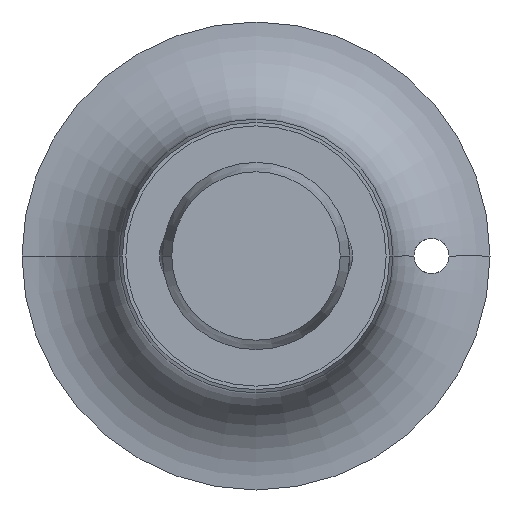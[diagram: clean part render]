
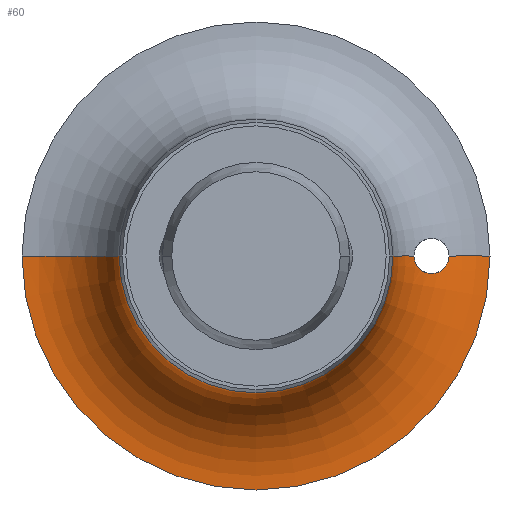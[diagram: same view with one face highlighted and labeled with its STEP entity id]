
A CAD part, front view. The second image highlights one B-rep face of the part: STEP entity #60.
In plain terms, the highlighted toroidal (fillet/blend) face has major radius 20 mm and minor radius 8.3 mm.
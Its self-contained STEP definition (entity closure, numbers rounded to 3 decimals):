
#60=ADVANCED_FACE('',(#142),#143,.F.);
#142=FACE_OUTER_BOUND('',#247,.T.);
#143=TOROIDAL_SURFACE('',#248,20.0,8.3);
#247=EDGE_LOOP('',(#356,#357,#358,#359,#360,#361));
#248=AXIS2_PLACEMENT_3D('',#362,#363,#364);
#356=ORIENTED_EDGE('',*,*,#615,.F.);
#357=ORIENTED_EDGE('',*,*,#616,.T.);
#358=ORIENTED_EDGE('',*,*,#617,.F.);
#359=ORIENTED_EDGE('',*,*,#611,.F.);
#360=ORIENTED_EDGE('',*,*,#618,.F.);
#361=ORIENTED_EDGE('',*,*,#619,.T.);
#362=CARTESIAN_POINT('',(0.0,20.2,0.));
#363=DIRECTION('',(-0.0,1.0,0.));
#364=DIRECTION('',(1.0,0.0,0.0));
#611=EDGE_CURVE('',#716,#718,#719,.T.);
#615=EDGE_CURVE('',#723,#724,#725,.T.);
#616=EDGE_CURVE('',#723,#726,#727,.T.);
#617=EDGE_CURVE('',#718,#726,#728,.T.);
#618=EDGE_CURVE('',#729,#716,#730,.T.);
#619=EDGE_CURVE('',#729,#724,#731,.T.);
#716=VERTEX_POINT('',#863);
#718=VERTEX_POINT('',#866);
#719=CIRCLE('',#867,20.0);
#723=VERTEX_POINT('',#872);
#724=VERTEX_POINT('',#873);
#725=CIRCLE('',#874,8.3);
#726=VERTEX_POINT('',#875);
#727=CIRCLE('',#876,11.7);
#728=CIRCLE('',#877,8.3);
#729=VERTEX_POINT('',#878);
#730=CIRCLE('',#879,8.3);
#731=B_SPLINE_CURVE_WITH_KNOTS('',3,(#880,#881,#882,#883,#884,#885,#886,#887,#888,#889,#890,#891,#892,#893,#894,#895,#896,#897,#898,#899,#900,#901,#902,#903,#904,#905,#906,#907),.UNSPECIFIED.,.F.,.F.,(4,2,2,2,2,2,2,2,2,2,2,2,2,4),(-11.116,-10.798,-10.467,-9.932,-9.369,-8.855,-8.558,-8.313,-8.039,-7.614,-6.695,-6.09,-5.669,-5.532),.UNSPECIFIED.);
#863=CARTESIAN_POINT('',(20.0,28.5,0.));
#866=CARTESIAN_POINT('',(-20.0,28.5,0.));
#867=AXIS2_PLACEMENT_3D('',#1181,#1182,#1183);
#872=CARTESIAN_POINT('',(11.7,20.2,0.));
#873=CARTESIAN_POINT('',(13.5,25.361,0.));
#874=AXIS2_PLACEMENT_3D('',#1188,#1189,#1190);
#875=CARTESIAN_POINT('',(-11.7,20.2,0.));
#876=AXIS2_PLACEMENT_3D('',#1191,#1192,#1193);
#877=AXIS2_PLACEMENT_3D('',#1194,#1195,#1196);
#878=CARTESIAN_POINT('',(16.5,27.726,0.));
#879=AXIS2_PLACEMENT_3D('',#1197,#1198,#1199);
#880=CARTESIAN_POINT('',(16.5,27.726,0.));
#881=CARTESIAN_POINT('',(16.5,27.726,-0.106));
#882=CARTESIAN_POINT('',(16.489,27.721,-0.212));
#883=CARTESIAN_POINT('',(16.443,27.702,-0.422));
#884=CARTESIAN_POINT('',(16.409,27.687,-0.526));
#885=CARTESIAN_POINT('',(16.29,27.634,-0.785));
#886=CARTESIAN_POINT('',(16.191,27.589,-0.927));
#887=CARTESIAN_POINT('',(15.949,27.469,-1.175));
#888=CARTESIAN_POINT('',(15.808,27.395,-1.275));
#889=CARTESIAN_POINT('',(15.52,27.229,-1.415));
#890=CARTESIAN_POINT('',(15.378,27.142,-1.459));
#891=CARTESIAN_POINT('',(15.154,26.992,-1.494));
#892=CARTESIAN_POINT('',(15.073,26.934,-1.5));
#893=CARTESIAN_POINT('',(14.927,26.827,-1.5));
#894=CARTESIAN_POINT('',(14.862,26.777,-1.495));
#895=CARTESIAN_POINT('',(14.726,26.67,-1.477));
#896=CARTESIAN_POINT('',(14.656,26.612,-1.462));
#897=CARTESIAN_POINT('',(14.483,26.463,-1.412));
#898=CARTESIAN_POINT('',(14.382,26.37,-1.371));
#899=CARTESIAN_POINT('',(14.081,26.078,-1.208));
#900=CARTESIAN_POINT('',(13.911,25.885,-1.054));
#901=CARTESIAN_POINT('',(13.697,25.626,-0.758));
#902=CARTESIAN_POINT('',(13.624,25.531,-0.62));
#903=CARTESIAN_POINT('',(13.539,25.415,-0.357));
#904=CARTESIAN_POINT('',(13.514,25.382,-0.241));
#905=CARTESIAN_POINT('',(13.502,25.364,-0.079));
#906=CARTESIAN_POINT('',(13.5,25.361,-0.04));
#907=CARTESIAN_POINT('',(13.5,25.361,0.));
#1181=CARTESIAN_POINT('',(0.,28.5,0.));
#1182=DIRECTION('',(-0.0,1.0,0.));
#1183=DIRECTION('',(1.0,0.0,0.0));
#1188=CARTESIAN_POINT('',(20.0,20.2,0.));
#1189=DIRECTION('',(0.,0.,-1.0));
#1190=DIRECTION('',(1.0,0.,0.));
#1191=CARTESIAN_POINT('',(0.,20.2,0.));
#1192=DIRECTION('',(-0.0,1.0,0.));
#1193=DIRECTION('',(1.0,0.0,0.0));
#1194=CARTESIAN_POINT('',(-20.0,20.2,0.));
#1195=DIRECTION('',(0.,0.,-1.0));
#1196=DIRECTION('',(-1.0,0.,0.));
#1197=CARTESIAN_POINT('',(20.0,20.2,0.));
#1198=DIRECTION('',(0.,0.,-1.0));
#1199=DIRECTION('',(1.0,0.,0.));
